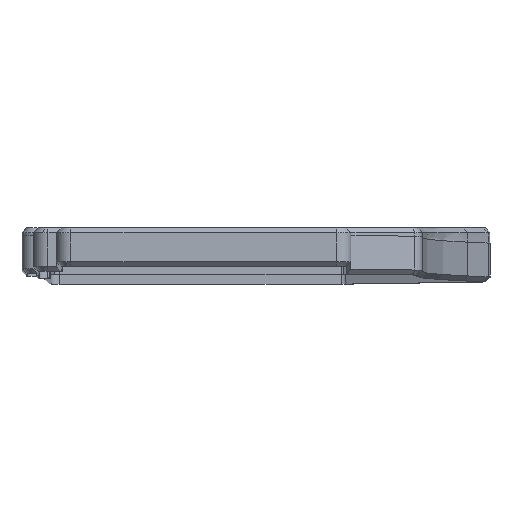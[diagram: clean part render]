
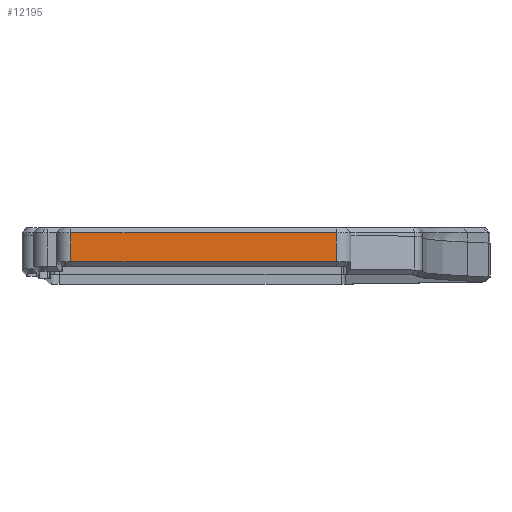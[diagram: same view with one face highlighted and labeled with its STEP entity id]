
A CAD part, left-side view. The second image highlights one B-rep face of the part: STEP entity #12195.
In plain terms, the highlighted planar face has unit normal (-1, 0, 0.026).
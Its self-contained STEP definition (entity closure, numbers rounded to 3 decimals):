
#1411=FACE_OUTER_BOUND('',#2070,.T.);
#2070=EDGE_LOOP('',(#10415,#10416,#10417,#10418));
#3359=LINE('',#20112,#4595);
#3392=LINE('',#20234,#4628);
#3401=LINE('',#20381,#4637);
#3402=LINE('',#20383,#4638);
#4595=VECTOR('',#16311,10.);
#4628=VECTOR('',#16424,10.);
#4637=VECTOR('',#16441,10.);
#4638=VECTOR('',#16444,10.);
#5796=VERTEX_POINT('',#20102);
#5798=VERTEX_POINT('',#20108);
#5831=VERTEX_POINT('',#20227);
#5834=VERTEX_POINT('',#20232);
#7478=EDGE_CURVE('',#5796,#5798,#3359,.T.);
#7533=EDGE_CURVE('',#5834,#5831,#3392,.T.);
#7552=EDGE_CURVE('',#5831,#5796,#3401,.T.);
#7553=EDGE_CURVE('',#5834,#5798,#3402,.T.);
#10415=ORIENTED_EDGE('',*,*,#7478,.F.);
#10416=ORIENTED_EDGE('',*,*,#7552,.F.);
#10417=ORIENTED_EDGE('',*,*,#7533,.F.);
#10418=ORIENTED_EDGE('',*,*,#7553,.T.);
#11632=PLANE('',#13291);
#12195=ADVANCED_FACE('',(#1411),#11632,.T.);
#13291=AXIS2_PLACEMENT_3D('',#20382,#16442,#16443);
#16311=DIRECTION('',(0.,1.,0.));
#16424=DIRECTION('',(0.,-1.,0.));
#16441=DIRECTION('',(-0.026,0.,-1.));
#16442=DIRECTION('center_axis',(-1.,0.,
0.026));
#16443=DIRECTION('ref_axis',(0.,1.,0.));
#16444=DIRECTION('',(-0.026,0.,-1.));
#20102=CARTESIAN_POINT('',(-2.183,30.167,1.002));
#20108=CARTESIAN_POINT('',(-2.183,85.167,1.002));
#20112=CARTESIAN_POINT('',(-2.183,38.498,1.002));
#20227=CARTESIAN_POINT('',(-2.026,30.167,7.));
#20232=CARTESIAN_POINT('',(-2.026,85.167,7.));
#20234=CARTESIAN_POINT('',(-2.026,38.407,7.));
#20381=CARTESIAN_POINT('',(-2.,30.167,8.));
#20382=CARTESIAN_POINT('Origin',(-2.,30.167,8.));
#20383=CARTESIAN_POINT('',(-2.,85.167,8.));
